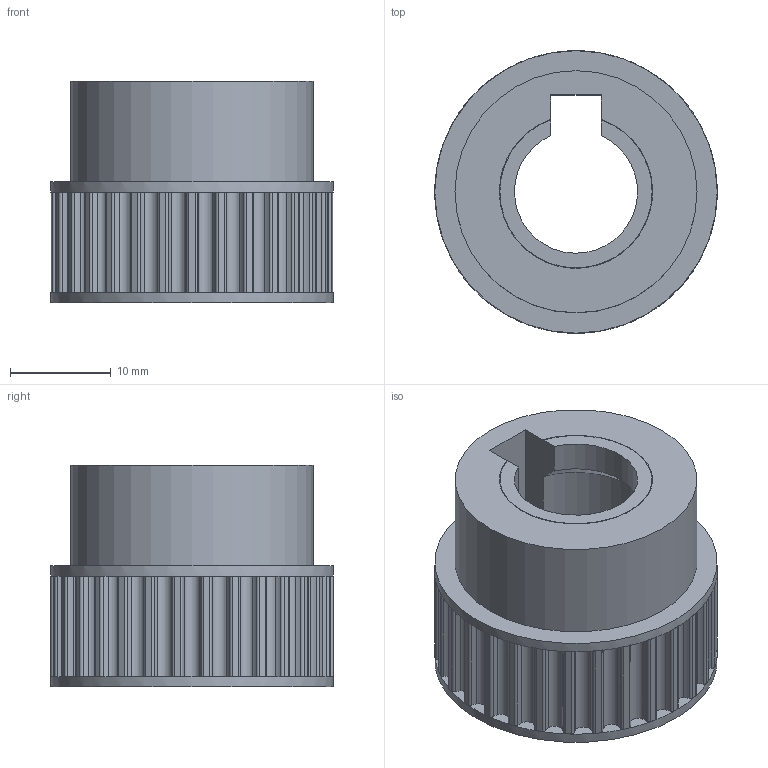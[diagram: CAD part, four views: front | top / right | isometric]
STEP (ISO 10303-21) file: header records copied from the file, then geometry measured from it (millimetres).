
FILE_DESCRIPTION(('FreeCAD Model'),'2;1');
FILE_NAME('Open CASCADE Shape Model','2025-08-11T21:43:47',(''),(''), 'Open CASCADE STEP processor 7.8','FreeCAD','Unknown');
FILE_SCHEMA(('AUTOMOTIVE_DESIGN { 1 0 10303 214 1 1 1 1 }'));
Length unit declared in the file: millimetre
Products named in the file (1): MotorPulley30GT3
Bounding box: 28 x 28 x 22 mm (x, y, z)
Volume: 7347.7 mm3; surface area: 4348.9 mm2
Topology: 1 solids, 1 shells, 201 faces, 589 edges, 393 vertices
Faces by surface type: cylinder 158, plane 41, cone 2
Full cylindrical faces by diameter (mm): 24 x1, 28 x2
Entity records: 15091 total; most frequent: CARTESIAN_POINT 3464, DIRECTION 2310, ORIENTED_EDGE 1178, PCURVE 1178, DEFINITIONAL_REPRESENTATION 1178, LINE 1120, VECTOR 1120, EDGE_CURVE 589
